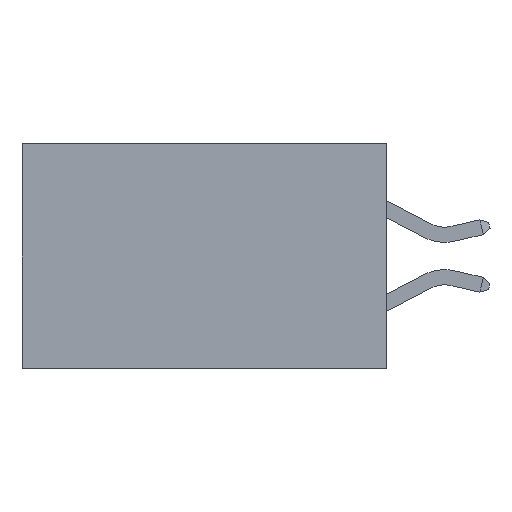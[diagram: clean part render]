
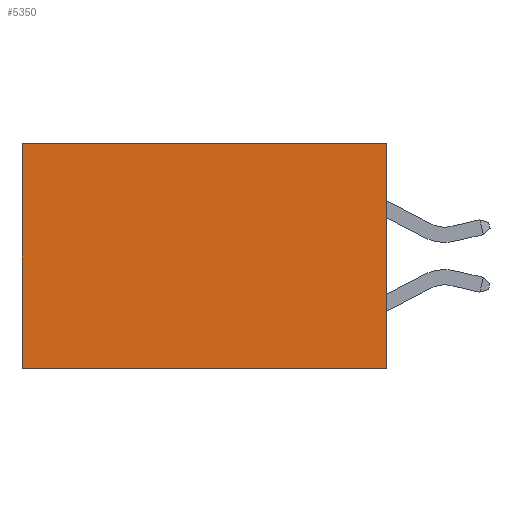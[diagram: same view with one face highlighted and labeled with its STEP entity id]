
A CAD part, left-side view. The second image highlights one B-rep face of the part: STEP entity #5350.
In plain terms, the highlighted planar face has unit normal (-1, 0, 0).
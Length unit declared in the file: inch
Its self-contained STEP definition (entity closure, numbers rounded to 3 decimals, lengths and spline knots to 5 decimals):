
#561 = EDGE_LOOP ( 'NONE', ( #2357, #2921, #4379, #2472 ) ) ;
#752 = LINE ( 'NONE', #2444, #9248 ) ;
#797 = CARTESIAN_POINT ( 'NONE',  ( 0.2615, 0., 0. ) ) ;
#881 = DIRECTION ( 'NONE',  ( 0., 0., -1. ) ) ;
#895 = DIRECTION ( 'NONE',  ( 0., 1., 0. ) ) ;
#1176 = EDGE_CURVE ( 'NONE', #5587, #6842, #752, .T. ) ;
#1287 = CARTESIAN_POINT ( 'NONE',  ( 0.2615, 0., -0.37 ) ) ;
#1902 = VECTOR ( 'NONE', #881, 39.37008 ) ;
#1903 = DIRECTION ( 'NONE',  ( 0., 0., -1. ) ) ;
#2133 = DIRECTION ( 'NONE',  ( 0., 1., 0. ) ) ;
#2357 = ORIENTED_EDGE ( 'NONE', *, *, #5720, .T. ) ;
#2444 = CARTESIAN_POINT ( 'NONE',  ( 0.2615, 0., -0.37 ) ) ;
#2472 = ORIENTED_EDGE ( 'NONE', *, *, #8611, .T. ) ;
#2490 = CARTESIAN_POINT ( 'NONE',  ( 0.2615, 0., -0.37 ) ) ;
#2921 = ORIENTED_EDGE ( 'NONE', *, *, #1176, .F. ) ;
#3051 = EDGE_CURVE ( 'NONE', #3762, #5587, #5003, .T. ) ;
#3061 = CARTESIAN_POINT ( 'NONE',  ( 0.2615, 0.6, -0.37 ) ) ;
#3652 = CARTESIAN_POINT ( 'NONE',  ( 0.2615, 0.6, 0. ) ) ;
#3762 = VERTEX_POINT ( 'NONE', #797 ) ;
#4122 = DIRECTION ( 'NONE',  ( 1., 0., 0. ) ) ;
#4171 = CARTESIAN_POINT ( 'NONE',  ( 0.2615, 0., -0.37 ) ) ;
#4299 = DIRECTION ( 'NONE',  ( 0., 0., -1. ) ) ;
#4379 = ORIENTED_EDGE ( 'NONE', *, *, #3051, .F. ) ;
#4453 = CARTESIAN_POINT ( 'NONE',  ( 0.2615, 0., 0. ) ) ;
#4647 = CARTESIAN_POINT ( 'NONE',  ( 0.2615, 0.6, -0.37 ) ) ;
#4687 = AXIS2_PLACEMENT_3D ( 'NONE', #4171, #4122, #1903 ) ;
#4789 = FACE_OUTER_BOUND ( 'NONE', #561, .T. ) ;
#5003 = LINE ( 'NONE', #1287, #8034 ) ;
#5113 = LINE ( 'NONE', #4453, #5786 ) ;
#5350 = ADVANCED_FACE ( 'NONE', ( #4789 ), #7056, .F. ) ;
#5587 = VERTEX_POINT ( 'NONE', #2490 ) ;
#5720 = EDGE_CURVE ( 'NONE', #6586, #6842, #7388, .T. ) ;
#5786 = VECTOR ( 'NONE', #2133, 39.37008 ) ;
#6586 = VERTEX_POINT ( 'NONE', #3652 ) ;
#6842 = VERTEX_POINT ( 'NONE', #4647 ) ;
#7056 = PLANE ( 'NONE',  #4687 ) ;
#7388 = LINE ( 'NONE', #3061, #1902 ) ;
#8034 = VECTOR ( 'NONE', #4299, 39.37008 ) ;
#8611 = EDGE_CURVE ( 'NONE', #3762, #6586, #5113, .T. ) ;
#9248 = VECTOR ( 'NONE', #895, 39.37008 ) ;
